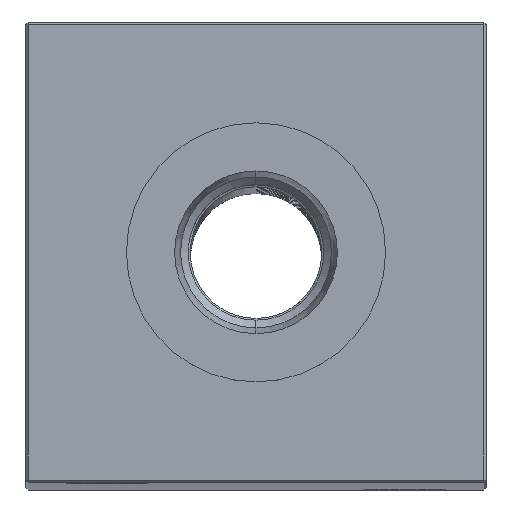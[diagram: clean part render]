
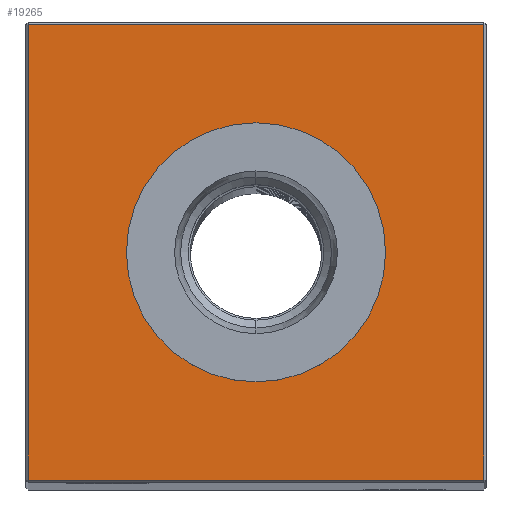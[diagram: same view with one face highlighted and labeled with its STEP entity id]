
A CAD part, top view. The second image highlights one B-rep face of the part: STEP entity #19265.
In plain terms, the highlighted planar face has unit normal (0, 0, 1).
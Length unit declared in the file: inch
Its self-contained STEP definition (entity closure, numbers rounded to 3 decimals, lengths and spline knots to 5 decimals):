
#38 = AXIS2_PLACEMENT_3D ( 'NONE', #22643, #12086, #20568 ) ;
#1394 = LINE ( 'NONE', #26587, #13022 ) ;
#1673 = DIRECTION ( 'NONE',  ( 0., -1., 0. ) ) ;
#1789 = CARTESIAN_POINT ( 'NONE',  ( 0., -0.49213, 16. ) ) ;
#2479 = DIRECTION ( 'NONE',  ( -1., 0., 0. ) ) ;
#3626 = VECTOR ( 'NONE', #13798, 39.37008 ) ;
#3975 = VERTEX_POINT ( 'NONE', #1789 ) ;
#3986 = VECTOR ( 'NONE', #2479, 39.37008 ) ;
#5615 = CARTESIAN_POINT ( 'NONE',  ( 0.865, 0.865, 16. ) ) ;
#5809 = EDGE_CURVE ( 'NONE', #8049, #7767, #15379, .T. ) ;
#5919 = FACE_BOUND ( 'NONE', #7055, .T. ) ;
#6131 = CARTESIAN_POINT ( 'NONE',  ( -0.865, -0.865, 16. ) ) ;
#7055 = EDGE_LOOP ( 'NONE', ( #13133, #22725 ) ) ;
#7767 = VERTEX_POINT ( 'NONE', #14030 ) ;
#8049 = VERTEX_POINT ( 'NONE', #6131 ) ;
#8444 = EDGE_CURVE ( 'NONE', #7767, #22036, #26860, .T. ) ;
#8799 = CARTESIAN_POINT ( 'NONE',  ( 0., -0.865, 16. ) ) ;
#9375 = EDGE_CURVE ( 'NONE', #9492, #8049, #1394, .T. ) ;
#9492 = VERTEX_POINT ( 'NONE', #11726 ) ;
#9826 = CIRCLE ( 'NONE', #38, 0.49213 ) ;
#9913 = EDGE_LOOP ( 'NONE', ( #14442, #23260, #11740, #13981 ) ) ;
#10112 = DIRECTION ( 'NONE',  ( 0., 0., -1. ) ) ;
#10622 = DIRECTION ( 'NONE',  ( 1., 0., 0. ) ) ;
#11726 = CARTESIAN_POINT ( 'NONE',  ( -0.865, 0.865, 16. ) ) ;
#11740 = ORIENTED_EDGE ( 'NONE', *, *, #8444, .T. ) ;
#12086 = DIRECTION ( 'NONE',  ( 0., 0., -1. ) ) ;
#13022 = VECTOR ( 'NONE', #1673, 39.37008 ) ;
#13133 = ORIENTED_EDGE ( 'NONE', *, *, #19228, .T. ) ;
#13798 = DIRECTION ( 'NONE',  ( 0., 1., 0. ) ) ;
#13981 = ORIENTED_EDGE ( 'NONE', *, *, #16671, .T. ) ;
#14030 = CARTESIAN_POINT ( 'NONE',  ( 0.865, -0.865, 16. ) ) ;
#14442 = ORIENTED_EDGE ( 'NONE', *, *, #9375, .T. ) ;
#14669 = CARTESIAN_POINT ( 'NONE',  ( 0., 0.49213, 16. ) ) ;
#15379 = LINE ( 'NONE', #8799, #27300 ) ;
#16520 = DIRECTION ( 'NONE',  ( -1., 0., 0. ) ) ;
#16671 = EDGE_CURVE ( 'NONE', #22036, #9492, #21556, .T. ) ;
#17658 = CARTESIAN_POINT ( 'NONE',  ( 0., 0.865, 16. ) ) ;
#18815 = DIRECTION ( 'NONE',  ( -1., 0., 0. ) ) ;
#19214 = CARTESIAN_POINT ( 'NONE',  ( 0., 0., 16. ) ) ;
#19228 = EDGE_CURVE ( 'NONE', #24403, #3975, #9826, .T. ) ;
#19265 = ADVANCED_FACE ( 'NONE', ( #20706, #5919 ), #25134, .F. ) ;
#20568 = DIRECTION ( 'NONE',  ( -1., 0., 0. ) ) ;
#20706 = FACE_OUTER_BOUND ( 'NONE', #9913, .T. ) ;
#20770 = DIRECTION ( 'NONE',  ( 0., 0., -1. ) ) ;
#21556 = LINE ( 'NONE', #17658, #3986 ) ;
#22036 = VERTEX_POINT ( 'NONE', #5615 ) ;
#22643 = CARTESIAN_POINT ( 'NONE',  ( 0., 0., 16. ) ) ;
#22725 = ORIENTED_EDGE ( 'NONE', *, *, #24765, .T. ) ;
#23260 = ORIENTED_EDGE ( 'NONE', *, *, #5809, .T. ) ;
#23677 = AXIS2_PLACEMENT_3D ( 'NONE', #19214, #20770, #18815 ) ;
#24403 = VERTEX_POINT ( 'NONE', #14669 ) ;
#24765 = EDGE_CURVE ( 'NONE', #3975, #24403, #25443, .T. ) ;
#24999 = CARTESIAN_POINT ( 'NONE',  ( 0., 0., 16. ) ) ;
#25134 = PLANE ( 'NONE',  #26278 ) ;
#25443 = CIRCLE ( 'NONE', #23677, 0.49213 ) ;
#26278 = AXIS2_PLACEMENT_3D ( 'NONE', #24999, #10112, #16520 ) ;
#26454 = CARTESIAN_POINT ( 'NONE',  ( 0.865, 0., 16. ) ) ;
#26587 = CARTESIAN_POINT ( 'NONE',  ( -0.865, 0., 16. ) ) ;
#26860 = LINE ( 'NONE', #26454, #3626 ) ;
#27300 = VECTOR ( 'NONE', #10622, 39.37008 ) ;
